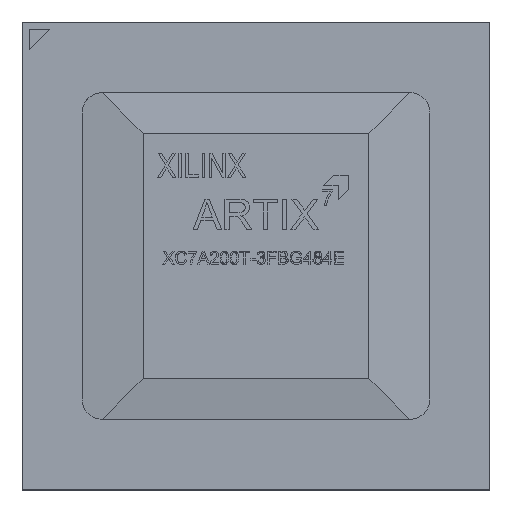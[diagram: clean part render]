
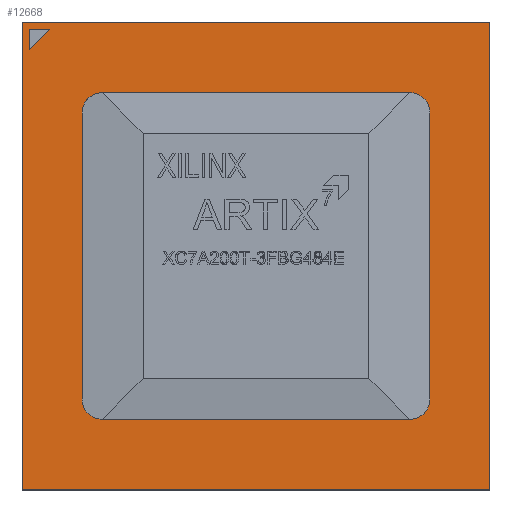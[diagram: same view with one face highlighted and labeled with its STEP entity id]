
A CAD part, top view. The second image highlights one B-rep face of the part: STEP entity #12668.
In plain terms, the highlighted planar face has unit normal (0, 0, 1).
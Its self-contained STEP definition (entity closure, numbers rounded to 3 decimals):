
#2410=FACE_OUTER_BOUND('',#3311,.T.);
#3311=EDGE_LOOP('',(#9231,#9232,#9233,#9234));
#4249=LINE('',#18858,#5095);
#4253=LINE('',#18866,#5099);
#4259=LINE('',#18877,#5105);
#4260=LINE('',#18879,#5106);
#5095=VECTOR('',#15429,10.);
#5099=VECTOR('',#15435,10.);
#5105=VECTOR('',#15445,10.);
#5106=VECTOR('',#15448,10.);
#5941=VERTEX_POINT('',#18856);
#5942=VERTEX_POINT('',#18857);
#5945=VERTEX_POINT('',#18865);
#5948=VERTEX_POINT('',#18875);
#7637=EDGE_CURVE('',#5941,#5942,#4249,.T.);
#7641=EDGE_CURVE('',#5945,#5942,#4253,.T.);
#7647=EDGE_CURVE('',#5941,#5948,#4259,.T.);
#7648=EDGE_CURVE('',#5945,#5948,#4260,.T.);
#9231=ORIENTED_EDGE('',*,*,#7647,.T.);
#9232=ORIENTED_EDGE('',*,*,#7648,.F.);
#9233=ORIENTED_EDGE('',*,*,#7641,.T.);
#9234=ORIENTED_EDGE('',*,*,#7637,.F.);
#12375=PLANE('',#14137);
#12668=ADVANCED_FACE('',(#2410),#12375,.T.);
#14137=AXIS2_PLACEMENT_3D('',#18878,#15446,#15447);
#15429=DIRECTION('',(-1.,0.,0.));
#15435=DIRECTION('',(0.,-1.,0.));
#15445=DIRECTION('',(0.,1.,0.));
#15446=DIRECTION('center_axis',(0.,0.,1.));
#15447=DIRECTION('ref_axis',(1.,0.,0.));
#15448=DIRECTION('',(1.,0.,0.));
#18856=CARTESIAN_POINT('',(11.5,-11.5,1.68));
#18857=CARTESIAN_POINT('',(-11.5,-11.5,1.68));
#18858=CARTESIAN_POINT('',(-11.5,-11.5,1.68));
#18865=CARTESIAN_POINT('',(-11.5,11.5,1.68));
#18866=CARTESIAN_POINT('',(-11.5,0.,1.68));
#18875=CARTESIAN_POINT('',(11.5,11.5,1.68));
#18877=CARTESIAN_POINT('',(11.5,0.,1.68));
#18878=CARTESIAN_POINT('Origin',(-11.5,0.,1.68));
#18879=CARTESIAN_POINT('',(-11.5,11.5,1.68));
